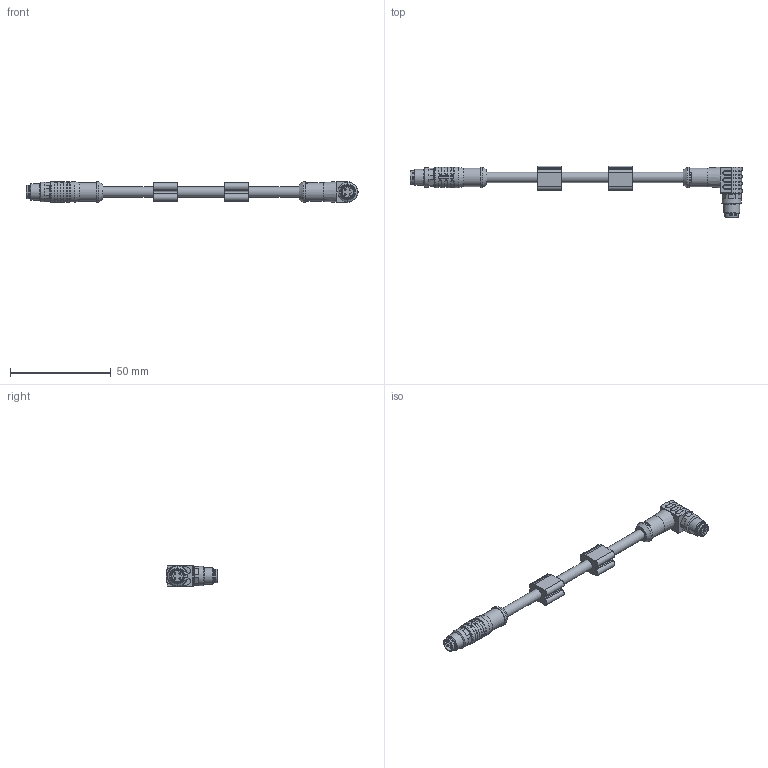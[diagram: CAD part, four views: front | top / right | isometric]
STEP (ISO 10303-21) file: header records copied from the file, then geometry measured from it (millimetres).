
FILE_DESCRIPTION(/* description */ (''),/* implementation_level */ '2;1');
FILE_NAME(/* name */ 'IE-SWSPSD4-m-IE-SSPSD4.stp',/* time_stamp */ '2020-12-17T13:35:28+01:00',/* author */ ('ESCHA GmbH & Co. KG'),/* organization */ ('ESCHA GmbH & Co. KG'),/* preprocessor_version */ 'ST-DEVELOPER v16',/* originating_system */ 'SIEMENS PLM Software NX 10.0',/* authorisation */ '');
FILE_SCHEMA (('AUTOMOTIVE_DESIGN { 1 0 10303 214 3 1 1 1 }'));
Length unit declared in the file: millimetre
Products named in the file (1): 5000833__Umspritzung_part_263876
Bounding box: 165.15 x 25.6 x 10.3 mm (x, y, z)
Volume: 9432.6 mm3; surface area: 5763.6 mm2
Topology: 1 solids, 1 shells, 438 faces, 1079 edges, 684 vertices
Faces by surface type: cylinder 169, plane 124, torus 79, bspline 30, cone 24, sphere 12
Full cylindrical faces by diameter (mm): 0.8 x8, 2 x1, 5.1 x3, 5.8 x2, 5.9 x2, 6.5 x2, 6.9 x2, 8 x2, 9.1 x1, 9.3 x1, 9.6 x2, 10.3 x3
Entity records: 13554 total; most frequent: CARTESIAN_POINT 3529, DIRECTION 2209, ORIENTED_EDGE 1900, EDGE_CURVE 950, AXIS2_PLACEMENT_3D 921, VERTEX_POINT 594, EDGE_LOOP 518, CIRCLE 504
